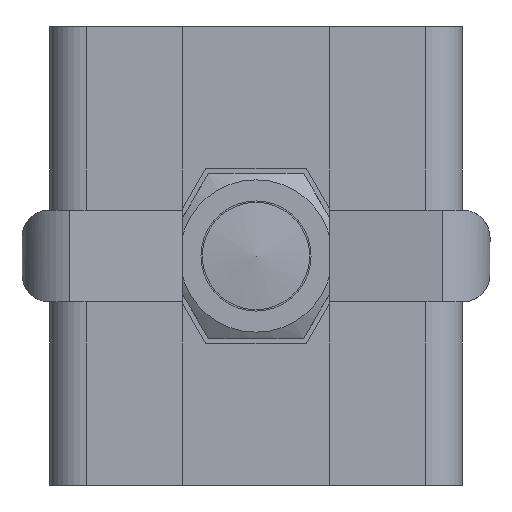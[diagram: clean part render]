
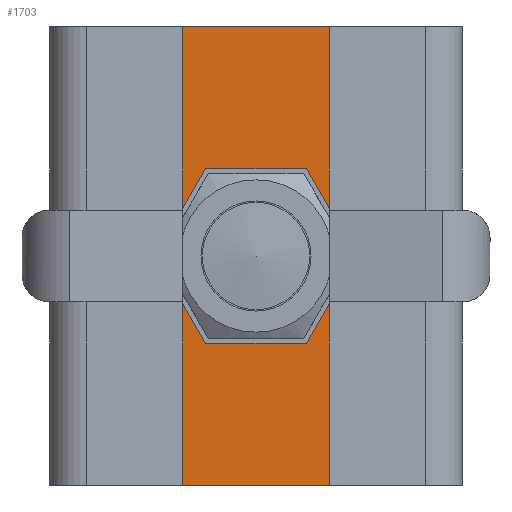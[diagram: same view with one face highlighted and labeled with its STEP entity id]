
A CAD part, front view. The second image highlights one B-rep face of the part: STEP entity #1703.
In plain terms, the highlighted planar face has unit normal (0, -1, 0).
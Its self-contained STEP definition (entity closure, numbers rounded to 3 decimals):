
#127=LINE('',#2575,#271);
#168=LINE('',#2680,#312);
#169=LINE('',#2684,#313);
#170=LINE('',#2685,#314);
#171=LINE('',#2688,#315);
#172=LINE('',#2690,#316);
#173=LINE('',#2692,#317);
#174=LINE('',#2694,#318);
#175=LINE('',#2696,#319);
#176=LINE('',#2697,#320);
#271=VECTOR('',#2042,37.);
#312=VECTOR('',#2139,50.);
#313=VECTOR('',#2144,50.);
#314=VECTOR('',#2145,37.);
#315=VECTOR('',#2146,10.97);
#316=VECTOR('',#2147,10.97);
#317=VECTOR('',#2148,10.97);
#318=VECTOR('',#2149,10.97);
#319=VECTOR('',#2150,10.97);
#320=VECTOR('',#2151,10.97);
#403=PLANE('',#1838);
#445=FACE_BOUND('',#595,.T.);
#488=FACE_OUTER_BOUND('',#594,.T.);
#594=EDGE_LOOP('',(#1278,#1279,#1280,#1281));
#595=EDGE_LOOP('',(#1282,#1283,#1284,#1285,#1286,#1287));
#790=VERTEX_POINT('',#2572);
#791=VERTEX_POINT('',#2574);
#827=VERTEX_POINT('',#2679);
#828=VERTEX_POINT('',#2683);
#829=VERTEX_POINT('',#2686);
#830=VERTEX_POINT('',#2687);
#831=VERTEX_POINT('',#2689);
#832=VERTEX_POINT('',#2691);
#833=VERTEX_POINT('',#2693);
#834=VERTEX_POINT('',#2695);
#952=EDGE_CURVE('',#791,#790,#127,.T.);
#1005=EDGE_CURVE('',#791,#827,#168,.T.);
#1007=EDGE_CURVE('',#828,#790,#169,.T.);
#1008=EDGE_CURVE('',#828,#827,#170,.T.);
#1009=EDGE_CURVE('',#829,#830,#171,.T.);
#1010=EDGE_CURVE('',#830,#831,#172,.T.);
#1011=EDGE_CURVE('',#831,#832,#173,.T.);
#1012=EDGE_CURVE('',#832,#833,#174,.T.);
#1013=EDGE_CURVE('',#833,#834,#175,.T.);
#1014=EDGE_CURVE('',#834,#829,#176,.T.);
#1278=ORIENTED_EDGE('',*,*,#1005,.F.);
#1279=ORIENTED_EDGE('',*,*,#952,.T.);
#1280=ORIENTED_EDGE('',*,*,#1007,.F.);
#1281=ORIENTED_EDGE('',*,*,#1008,.T.);
#1282=ORIENTED_EDGE('',*,*,#1009,.T.);
#1283=ORIENTED_EDGE('',*,*,#1010,.T.);
#1284=ORIENTED_EDGE('',*,*,#1011,.T.);
#1285=ORIENTED_EDGE('',*,*,#1012,.T.);
#1286=ORIENTED_EDGE('',*,*,#1013,.T.);
#1287=ORIENTED_EDGE('',*,*,#1014,.T.);
#1703=ADVANCED_FACE('',(#488,#445),#403,.T.);
#1838=AXIS2_PLACEMENT_3D('',#2682,#2142,#2143);
#2042=DIRECTION('',(1.,0.,0.));
#2139=DIRECTION('',(0.,0.,1.));
#2142=DIRECTION('center_axis',(0.,-1.,0.));
#2143=DIRECTION('ref_axis',(0.,0.,-1.));
#2144=DIRECTION('',(0.,0.,-1.));
#2145=DIRECTION('',(-1.,0.,0.));
#2146=DIRECTION('',(-0.5,0.,-0.866));
#2147=DIRECTION('',(-1.,0.,0.));
#2148=DIRECTION('',(-0.5,0.,0.866));
#2149=DIRECTION('',(0.5,0.,0.866));
#2150=DIRECTION('',(1.,0.,0.));
#2151=DIRECTION('',(0.5,0.,-0.866));
#2572=CARTESIAN_POINT('',(29.422,46.452,0.));
#2574=CARTESIAN_POINT('',(-7.578,46.452,0.));
#2575=CARTESIAN_POINT('',(-9.578,46.452,0.));
#2679=CARTESIAN_POINT('',(-7.578,46.452,50.));
#2680=CARTESIAN_POINT('',(-7.578,46.452,0.));
#2682=CARTESIAN_POINT('Origin',(33.422,46.452,0.));
#2683=CARTESIAN_POINT('',(29.422,46.452,50.));
#2684=CARTESIAN_POINT('',(29.422,46.452,0.));
#2685=CARTESIAN_POINT('',(-9.578,46.452,50.));
#2686=CARTESIAN_POINT('',(21.892,46.452,25.));
#2687=CARTESIAN_POINT('',(16.407,46.452,15.5));
#2688=CARTESIAN_POINT('',(15.178,46.452,13.371));
#2689=CARTESIAN_POINT('',(5.437,46.452,15.5));
#2690=CARTESIAN_POINT('',(19.43,46.452,15.5));
#2691=CARTESIAN_POINT('',(-0.048,46.452,25.));
#2692=CARTESIAN_POINT('',(9.549,46.452,8.379));
#2693=CARTESIAN_POINT('',(5.437,46.452,34.5));
#2694=CARTESIAN_POINT('',(1.466,46.452,27.621));
#2695=CARTESIAN_POINT('',(16.407,46.452,34.5));
#2696=CARTESIAN_POINT('',(24.914,46.452,34.5));
#2697=CARTESIAN_POINT('',(28.746,46.452,13.129));
